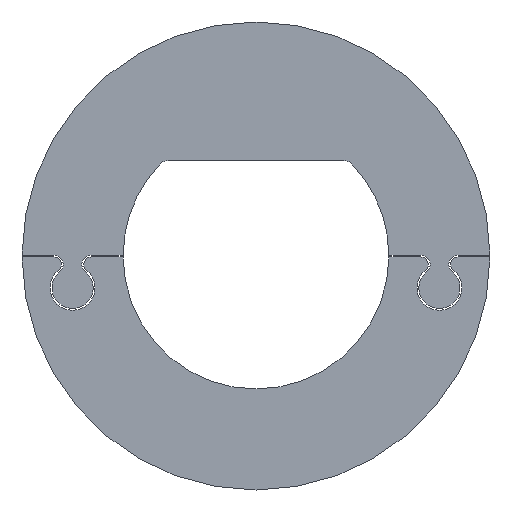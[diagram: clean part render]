
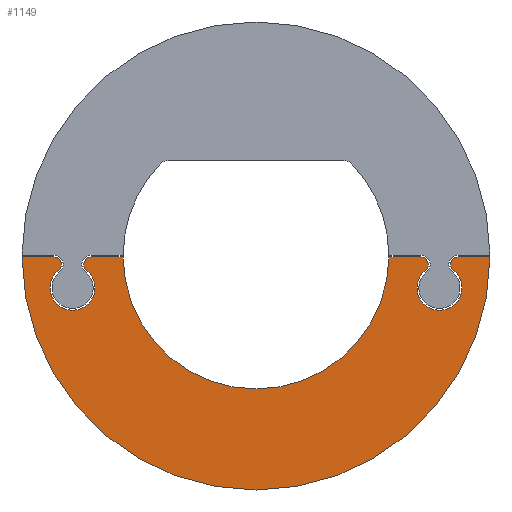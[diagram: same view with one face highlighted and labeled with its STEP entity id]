
A CAD part, front view. The second image highlights one B-rep face of the part: STEP entity #1149.
In plain terms, the highlighted planar face has unit normal (0, -1, 0).
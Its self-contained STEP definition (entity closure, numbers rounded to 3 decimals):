
#7 = VERTEX_POINT ( 'NONE', #257 ) ;
#14 = CARTESIAN_POINT ( 'NONE',  ( -53.999, 0., 0.25 ) ) ;
#31 = ORIENTED_EDGE ( 'NONE', *, *, #623, .F. ) ;
#40 = VERTEX_POINT ( 'NONE', #833 ) ;
#48 = VERTEX_POINT ( 'NONE', #351 ) ;
#69 = ORIENTED_EDGE ( 'NONE', *, *, #640, .F. ) ;
#74 = DIRECTION ( 'NONE',  ( 0., 0., 1. ) ) ;
#77 = ORIENTED_EDGE ( 'NONE', *, *, #844, .F. ) ;
#87 = DIRECTION ( 'NONE',  ( -1., 0., 0. ) ) ;
#92 = DIRECTION ( 'NONE',  ( 0., 1., 0. ) ) ;
#121 = CARTESIAN_POINT ( 'NONE',  ( -35.499, 0., 0.25 ) ) ;
#149 = CARTESIAN_POINT ( 'NONE',  ( -53.999, 0., 2.25 ) ) ;
#166 = FACE_OUTER_BOUND ( 'NONE', #1206, .T. ) ;
#168 = DIRECTION ( 'NONE',  ( -1., 0., 0. ) ) ;
#180 = CARTESIAN_POINT ( 'NONE',  ( 53.999, 0., 2.25 ) ) ;
#202 = CIRCLE ( 'NONE', #1090, 62.5 ) ;
#204 = CIRCLE ( 'NONE', #1111, 2. ) ;
#215 = VERTEX_POINT ( 'NONE', #425 ) ;
#227 = CIRCLE ( 'NONE', #1198, 2. ) ;
#233 = CIRCLE ( 'NONE', #1168, 2. ) ;
#256 = VECTOR ( 'NONE', #1158, 1000. ) ;
#257 = CARTESIAN_POINT ( 'NONE',  ( -45.249, 0., 3.811 ) ) ;
#258 = LINE ( 'NONE', #1056, #256 ) ;
#281 = EDGE_CURVE ( 'NONE', #7, #770, #616, .T. ) ;
#282 = CIRCLE ( 'NONE', #1205, 35.5 ) ;
#286 = DIRECTION ( 'NONE',  ( 0., 1., 0. ) ) ;
#299 = CIRCLE ( 'NONE', #550, 6. ) ;
#305 = VECTOR ( 'NONE', #1074, 1000. ) ;
#320 = LINE ( 'NONE', #14, #305 ) ;
#327 = AXIS2_PLACEMENT_3D ( 'NONE', #180, #286, #74 ) ;
#351 = CARTESIAN_POINT ( 'NONE',  ( -43.999, 0., 0.25 ) ) ;
#362 = VECTOR ( 'NONE', #168, 1000. ) ;
#365 = LINE ( 'NONE', #1051, #362 ) ;
#369 = VECTOR ( 'NONE', #87, 1000. ) ;
#370 = CARTESIAN_POINT ( 'NONE',  ( -35.499, 0., 0.25 ) ) ;
#376 = CIRCLE ( 'NONE', #327, 2. ) ;
#381 = LINE ( 'NONE', #370, #369 ) ;
#417 = DIRECTION ( 'NONE',  ( 0., 1., 0. ) ) ;
#425 = CARTESIAN_POINT ( 'NONE',  ( 62.499, 0., 0.25 ) ) ;
#430 = CARTESIAN_POINT ( 'NONE',  ( 0., 0., 0. ) ) ;
#440 = CARTESIAN_POINT ( 'NONE',  ( 0., 0., 0. ) ) ;
#474 = CARTESIAN_POINT ( 'NONE',  ( 45.249, 0., 3.811 ) ) ;
#506 = DIRECTION ( 'NONE',  ( 0., 1., 0. ) ) ;
#547 = DIRECTION ( 'NONE',  ( 0., -1., 0. ) ) ;
#548 = PLANE ( 'NONE',  #1022 ) ;
#550 = AXIS2_PLACEMENT_3D ( 'NONE', #881, #774, #988 ) ;
#554 = CARTESIAN_POINT ( 'NONE',  ( -48.999, 0., 8.495 ) ) ;
#579 = DIRECTION ( 'NONE',  ( 0., 0., 1. ) ) ;
#600 = CARTESIAN_POINT ( 'NONE',  ( 35.499, 0., 0.25 ) ) ;
#612 = DIRECTION ( 'NONE',  ( 0., 0., 1. ) ) ;
#616 = CIRCLE ( 'NONE', #1140, 6. ) ;
#619 = EDGE_CURVE ( 'NONE', #40, #897, #376, .T. ) ;
#623 = EDGE_CURVE ( 'NONE', #932, #48, #381, .T. ) ;
#637 = DIRECTION ( 'NONE',  ( 0., 0., 1. ) ) ;
#640 = EDGE_CURVE ( 'NONE', #215, #40, #365, .T. ) ;
#659 = CARTESIAN_POINT ( 'NONE',  ( 43.999, 0., 2.25 ) ) ;
#675 = CARTESIAN_POINT ( 'NONE',  ( -62.499, 0., 0.25 ) ) ;
#680 = CARTESIAN_POINT ( 'NONE',  ( -53.999, 0., 0.25 ) ) ;
#698 = EDGE_CURVE ( 'NONE', #949, #1082, #320, .T. ) ;
#738 = CARTESIAN_POINT ( 'NONE',  ( -43.999, 0., 2.25 ) ) ;
#740 = EDGE_CURVE ( 'NONE', #897, #1180, #299, .T. ) ;
#753 = ORIENTED_EDGE ( 'NONE', *, *, #893, .F. ) ;
#767 = EDGE_CURVE ( 'NONE', #1062, #932, #282, .T. ) ;
#770 = VERTEX_POINT ( 'NONE', #1087 ) ;
#774 = DIRECTION ( 'NONE',  ( 0., -1., 0. ) ) ;
#787 = EDGE_CURVE ( 'NONE', #810, #1062, #258, .T. ) ;
#797 = ORIENTED_EDGE ( 'NONE', *, *, #787, .F. ) ;
#810 = VERTEX_POINT ( 'NONE', #1071 ) ;
#833 = CARTESIAN_POINT ( 'NONE',  ( 53.999, 0., 0.25 ) ) ;
#837 = EDGE_CURVE ( 'NONE', #770, #949, #227, .T. ) ;
#838 = DIRECTION ( 'NONE',  ( 0., 0., 1. ) ) ;
#841 = DIRECTION ( 'NONE',  ( 0., 0., -1. ) ) ;
#844 = EDGE_CURVE ( 'NONE', #1180, #810, #233, .T. ) ;
#854 = ORIENTED_EDGE ( 'NONE', *, *, #698, .F. ) ;
#865 = ORIENTED_EDGE ( 'NONE', *, *, #619, .F. ) ;
#881 = CARTESIAN_POINT ( 'NONE',  ( 48.999, 0., 8.495 ) ) ;
#893 = EDGE_CURVE ( 'NONE', #48, #7, #204, .T. ) ;
#897 = VERTEX_POINT ( 'NONE', #957 ) ;
#900 = EDGE_CURVE ( 'NONE', #1082, #215, #202, .T. ) ;
#904 = DIRECTION ( 'NONE',  ( 0., 1., 0. ) ) ;
#908 = ORIENTED_EDGE ( 'NONE', *, *, #900, .F. ) ;
#932 = VERTEX_POINT ( 'NONE', #121 ) ;
#948 = DIRECTION ( 'NONE',  ( 0., 1., 0. ) ) ;
#949 = VERTEX_POINT ( 'NONE', #680 ) ;
#957 = CARTESIAN_POINT ( 'NONE',  ( 52.749, 0., 3.811 ) ) ;
#958 = ORIENTED_EDGE ( 'NONE', *, *, #281, .F. ) ;
#961 = DIRECTION ( 'NONE',  ( 0., 0., -1. ) ) ;
#988 = DIRECTION ( 'NONE',  ( 0., 0., -1. ) ) ;
#1006 = ORIENTED_EDGE ( 'NONE', *, *, #767, .F. ) ;
#1022 = AXIS2_PLACEMENT_3D ( 'NONE', #440, #506, #637 ) ;
#1025 = CARTESIAN_POINT ( 'NONE',  ( 0., 0., 0. ) ) ;
#1028 = DIRECTION ( 'NONE',  ( 0., -1., 0. ) ) ;
#1029 = DIRECTION ( 'NONE',  ( 0., 0., 1. ) ) ;
#1051 = CARTESIAN_POINT ( 'NONE',  ( 53.999, 0., 0.25 ) ) ;
#1056 = CARTESIAN_POINT ( 'NONE',  ( 35.499, 0., 0.25 ) ) ;
#1062 = VERTEX_POINT ( 'NONE', #600 ) ;
#1071 = CARTESIAN_POINT ( 'NONE',  ( 43.999, 0., 0.25 ) ) ;
#1074 = DIRECTION ( 'NONE',  ( -1., 0., 0. ) ) ;
#1082 = VERTEX_POINT ( 'NONE', #675 ) ;
#1085 = ORIENTED_EDGE ( 'NONE', *, *, #740, .F. ) ;
#1087 = CARTESIAN_POINT ( 'NONE',  ( -52.749, 0., 3.811 ) ) ;
#1090 = AXIS2_PLACEMENT_3D ( 'NONE', #430, #904, #838 ) ;
#1111 = AXIS2_PLACEMENT_3D ( 'NONE', #738, #948, #579 ) ;
#1140 = AXIS2_PLACEMENT_3D ( 'NONE', #554, #547, #612 ) ;
#1149 = ADVANCED_FACE ( 'NONE', ( #166 ), #548, .F. ) ;
#1158 = DIRECTION ( 'NONE',  ( -1., 0., 0. ) ) ;
#1168 = AXIS2_PLACEMENT_3D ( 'NONE', #659, #417, #961 ) ;
#1180 = VERTEX_POINT ( 'NONE', #474 ) ;
#1196 = ORIENTED_EDGE ( 'NONE', *, *, #837, .F. ) ;
#1198 = AXIS2_PLACEMENT_3D ( 'NONE', #149, #92, #841 ) ;
#1205 = AXIS2_PLACEMENT_3D ( 'NONE', #1025, #1028, #1029 ) ;
#1206 = EDGE_LOOP ( 'NONE', ( #908, #854, #1196, #958, #753, #31, #1006, #797, #77, #1085, #865, #69 ) ) ;
